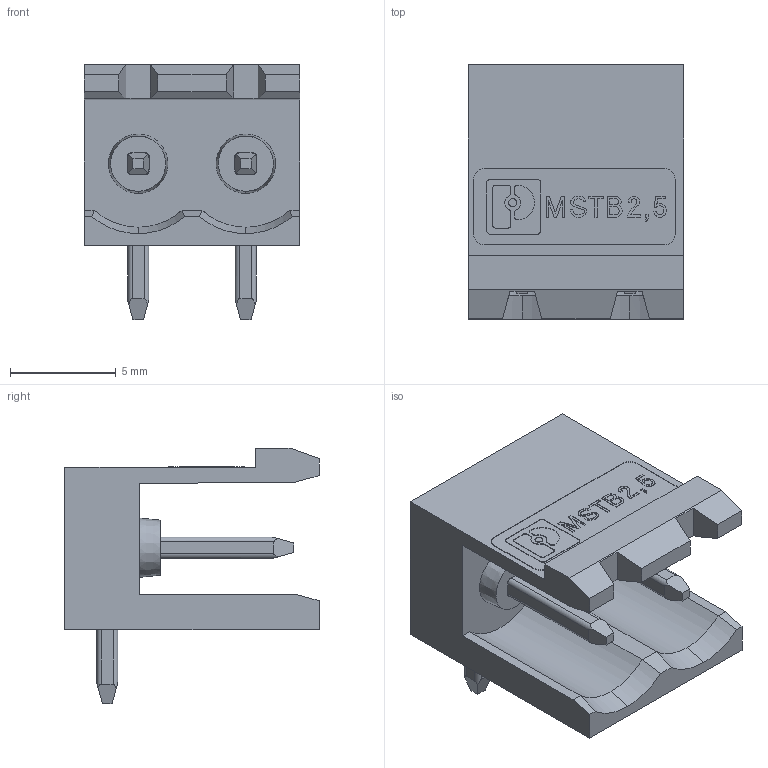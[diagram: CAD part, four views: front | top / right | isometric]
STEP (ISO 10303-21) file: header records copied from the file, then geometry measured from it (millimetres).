
FILE_DESCRIPTION(('STEP AP214'),'1');
FILE_NAME('cctmp_AAD6DFA4-814B-4026-AFC4-6B36D36E451F_2023_02_03_15_11_26_0356_12236..stp','2023-02-03T15:11:26',('PHOENIX CONTACT Deutschland GmbH'),('CADClick - www.CADClick.com'),'Spatial InterOp 3D',' ','unknown authorization');
FILE_SCHEMA(('AUTOMOTIVE_DESIGN'));
Length unit declared in the file: millimetre
Products named in the file (4): 2023_02_03_15_11_26_0200; 2023_02_03_15_11_26_0356; 2023_02_03_15_11_26_0341; 2023_02_03_15_11_26_0309
Assembly tree (3 placements, depth 2):
  2023_02_03_15_11_26_0200
    2023_02_03_15_11_26_0356
    2023_02_03_15_11_26_0341
    2023_02_03_15_11_26_0309
Bounding box: 10.16 x 12 x 12.07 mm (x, y, z)
Volume: 455.4 mm3; surface area: 872.7 mm2
Topology: 3 solids, 3 shells, 461 faces, 1297 edges, 858 vertices
Faces by surface type: plane 365, cylinder 76, bspline 8, cone 8, sphere 4
Entity records: 25228 total; most frequent: CARTESIAN_POINT 7988, ORIENTED_EDGE 2594, DIRECTION 2351, EDGE_CURVE 1297, LINE 1093, VECTOR 1093, VERTEX_POINT 858, STYLED_ITEM 752
